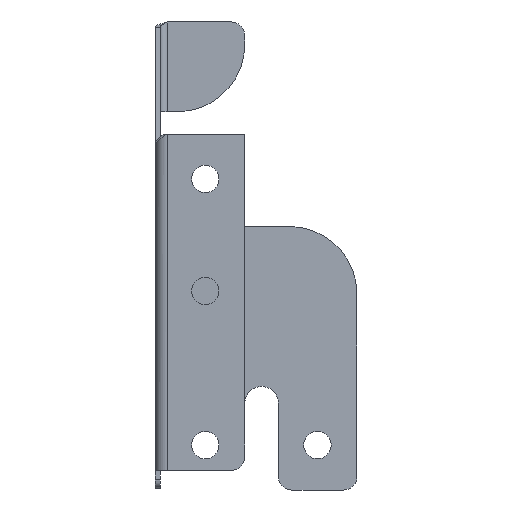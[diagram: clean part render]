
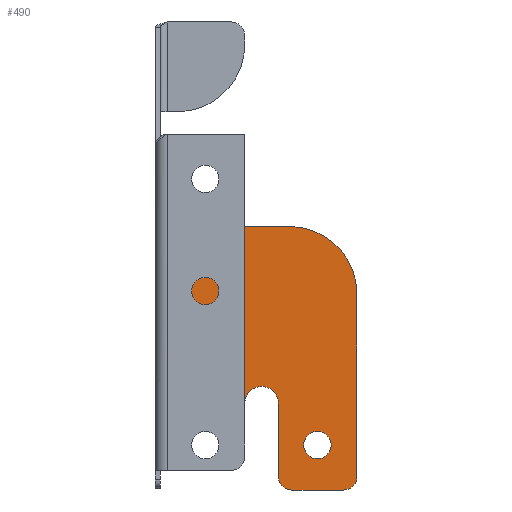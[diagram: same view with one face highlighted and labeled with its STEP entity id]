
A CAD part, front view. The second image highlights one B-rep face of the part: STEP entity #490.
In plain terms, the highlighted planar face has unit normal (0, -1, 0).
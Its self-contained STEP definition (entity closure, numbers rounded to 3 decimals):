
#24 = ORIENTED_EDGE ( 'NONE', *, *, #2321, .F. ) ;
#30 = VECTOR ( 'NONE', #2518, 1000. ) ;
#44 = CIRCLE ( 'NONE', #884, 3. ) ;
#70 = EDGE_CURVE ( 'NONE', #2812, #1910, #44, .T. ) ;
#81 = ORIENTED_EDGE ( 'NONE', *, *, #2630, .T. ) ;
#107 = ORIENTED_EDGE ( 'NONE', *, *, #1100, .T. ) ;
#109 = ORIENTED_EDGE ( 'NONE', *, *, #1474, .T. ) ;
#113 = VECTOR ( 'NONE', #2892, 1000. ) ;
#156 = EDGE_LOOP ( 'NONE', ( #227, #2938 ) ) ;
#163 = DIRECTION ( 'NONE',  ( 0., 1., 0. ) ) ;
#203 = AXIS2_PLACEMENT_3D ( 'NONE', #205, #1463, #968 ) ;
#205 = CARTESIAN_POINT ( 'NONE',  ( 22.55, 156.8, -60. ) ) ;
#227 = ORIENTED_EDGE ( 'NONE', *, *, #2736, .F. ) ;
#235 = VECTOR ( 'NONE', #1610, 1000. ) ;
#260 = VERTEX_POINT ( 'NONE', #1027 ) ;
#324 = ORIENTED_EDGE ( 'NONE', *, *, #1420, .F. ) ;
#352 = VERTEX_POINT ( 'NONE', #2365 ) ;
#433 = AXIS2_PLACEMENT_3D ( 'NONE', #2161, #163, #2419 ) ;
#439 = CARTESIAN_POINT ( 'NONE',  ( 28.8, 156.8, -20.6 ) ) ;
#490 = ADVANCED_FACE ( 'NONE', ( #3003, #541, #1057 ), #2635, .F. ) ;
#526 = AXIS2_PLACEMENT_3D ( 'NONE', #3221, #1731, #1488 ) ;
#541 = FACE_BOUND ( 'NONE', #3142, .T. ) ;
#590 = CARTESIAN_POINT ( 'NONE',  ( 1.5, 156.8, -20.6 ) ) ;
#654 = CARTESIAN_POINT ( 'NONE',  ( 0., 156.8, 0. ) ) ;
#664 = VERTEX_POINT ( 'NONE', #2758 ) ;
#671 = AXIS2_PLACEMENT_3D ( 'NONE', #654, #1684, #2673 ) ;
#688 = ORIENTED_EDGE ( 'NONE', *, *, #2307, .T. ) ;
#795 = DIRECTION ( 'NONE',  ( 0., 0., 1. ) ) ;
#806 = LINE ( 'NONE', #1937, #1076 ) ;
#884 = AXIS2_PLACEMENT_3D ( 'NONE', #2913, #1428, #2667 ) ;
#893 = VERTEX_POINT ( 'NONE', #1819 ) ;
#903 = VERTEX_POINT ( 'NONE', #2040 ) ;
#955 = CARTESIAN_POINT ( 'NONE',  ( 35., 156.8, -69.35 ) ) ;
#964 = VECTOR ( 'NONE', #795, 1000. ) ;
#968 = DIRECTION ( 'NONE',  ( -1., 0., 0. ) ) ;
#991 = CARTESIAN_POINT ( 'NONE',  ( 43.8, 156.8, -35.6 ) ) ;
#1004 = AXIS2_PLACEMENT_3D ( 'NONE', #2934, #1415, #1447 ) ;
#1006 = DIRECTION ( 'NONE',  ( -1., 0., 0. ) ) ;
#1007 = CIRCLE ( 'NONE', #433, 3. ) ;
#1014 = EDGE_CURVE ( 'NONE', #2812, #2718, #1252, .T. ) ;
#1019 = VERTEX_POINT ( 'NONE', #1661 ) ;
#1027 = CARTESIAN_POINT ( 'NONE',  ( 35., 156.8, -72.4 ) ) ;
#1044 = ORIENTED_EDGE ( 'NONE', *, *, #70, .F. ) ;
#1057 = FACE_OUTER_BOUND ( 'NONE', #1248, .T. ) ;
#1076 = VECTOR ( 'NONE', #2949, 1000. ) ;
#1100 = EDGE_CURVE ( 'NONE', #352, #2372, #1333, .T. ) ;
#1111 = DIRECTION ( 'NONE',  ( 0., -1., 0. ) ) ;
#1143 = EDGE_CURVE ( 'NONE', #3043, #893, #1163, .T. ) ;
#1163 = LINE ( 'NONE', #3249, #2994 ) ;
#1179 = CARTESIAN_POINT ( 'NONE',  ( 26.3, 156.8, -75. ) ) ;
#1189 = DIRECTION ( 'NONE',  ( 0., -1., 0. ) ) ;
#1196 = ORIENTED_EDGE ( 'NONE', *, *, #2656, .F. ) ;
#1224 = ORIENTED_EDGE ( 'NONE', *, *, #3039, .F. ) ;
#1227 = CARTESIAN_POINT ( 'NONE',  ( 43.8, 156.8, -35.6 ) ) ;
#1248 = EDGE_LOOP ( 'NONE', ( #1944, #2015, #109, #1044, #2669, #1224, #107, #688, #2787, #81, #2379, #1196 ) ) ;
#1252 = LINE ( 'NONE', #2430, #113 ) ;
#1259 = CIRCLE ( 'NONE', #526, 3.05 ) ;
#1308 = CIRCLE ( 'NONE', #3064, 15. ) ;
#1333 = LINE ( 'NONE', #991, #30 ) ;
#1397 = DIRECTION ( 'NONE',  ( -1., 0., 0. ) ) ;
#1415 = DIRECTION ( 'NONE',  ( 0., -1., 0. ) ) ;
#1420 = EDGE_CURVE ( 'NONE', #260, #2450, #2492, .T. ) ;
#1428 = DIRECTION ( 'NONE',  ( 0., 1., 0. ) ) ;
#1447 = DIRECTION ( 'NONE',  ( -1., 0., 0. ) ) ;
#1463 = DIRECTION ( 'NONE',  ( 0., 1., 0. ) ) ;
#1474 = EDGE_CURVE ( 'NONE', #2514, #1910, #2614, .T. ) ;
#1488 = DIRECTION ( 'NONE',  ( -1., 0., 0. ) ) ;
#1573 = CARTESIAN_POINT ( 'NONE',  ( 29.3, 156.8, -79.35 ) ) ;
#1610 = DIRECTION ( 'NONE',  ( 0., 0., -1. ) ) ;
#1615 = CARTESIAN_POINT ( 'NONE',  ( 18.8, 156.8, -60. ) ) ;
#1616 = CARTESIAN_POINT ( 'NONE',  ( 35., 156.8, -69.35 ) ) ;
#1637 = LINE ( 'NONE', #1795, #964 ) ;
#1661 = CARTESIAN_POINT ( 'NONE',  ( 1.5, 156.8, -75. ) ) ;
#1684 = DIRECTION ( 'NONE',  ( 0., 1., 0. ) ) ;
#1725 = CARTESIAN_POINT ( 'NONE',  ( 26.3, 156.8, -60. ) ) ;
#1731 = DIRECTION ( 'NONE',  ( 0., -1., 0. ) ) ;
#1741 = CIRCLE ( 'NONE', #203, 3.75 ) ;
#1795 = CARTESIAN_POINT ( 'NONE',  ( 18.8, 156.8, -20.6 ) ) ;
#1819 = CARTESIAN_POINT ( 'NONE',  ( 1.5, 156.8, -20.6 ) ) ;
#1835 = EDGE_CURVE ( 'NONE', #1019, #903, #806, .T. ) ;
#1836 = AXIS2_PLACEMENT_3D ( 'NONE', #2870, #3097, #3113 ) ;
#1910 = VERTEX_POINT ( 'NONE', #2942 ) ;
#1934 = CIRCLE ( 'NONE', #2004, 3.05 ) ;
#1937 = CARTESIAN_POINT ( 'NONE',  ( 18.8, 156.8, -75. ) ) ;
#1944 = ORIENTED_EDGE ( 'NONE', *, *, #2866, .T. ) ;
#2004 = AXIS2_PLACEMENT_3D ( 'NONE', #955, #2680, #2426 ) ;
#2015 = ORIENTED_EDGE ( 'NONE', *, *, #2317, .T. ) ;
#2040 = CARTESIAN_POINT ( 'NONE',  ( 15.8, 156.8, -75. ) ) ;
#2108 = VERTEX_POINT ( 'NONE', #1615 ) ;
#2134 = CARTESIAN_POINT ( 'NONE',  ( 18.8, 156.8, -72. ) ) ;
#2150 = CARTESIAN_POINT ( 'NONE',  ( 10., 156.8, -72.4 ) ) ;
#2161 = CARTESIAN_POINT ( 'NONE',  ( 40.8, 156.8, -76.35 ) ) ;
#2307 = EDGE_CURVE ( 'NONE', #2372, #3043, #1308, .T. ) ;
#2317 = EDGE_CURVE ( 'NONE', #2108, #2514, #1741, .T. ) ;
#2321 = EDGE_CURVE ( 'NONE', #2450, #260, #1934, .T. ) ;
#2365 = CARTESIAN_POINT ( 'NONE',  ( 43.8, 156.8, -76.35 ) ) ;
#2372 = VERTEX_POINT ( 'NONE', #1227 ) ;
#2379 = ORIENTED_EDGE ( 'NONE', *, *, #1835, .T. ) ;
#2399 = CARTESIAN_POINT ( 'NONE',  ( 40.8, 156.8, -79.35 ) ) ;
#2419 = DIRECTION ( 'NONE',  ( -1., 0., 0. ) ) ;
#2426 = DIRECTION ( 'NONE',  ( -1., 0., 0. ) ) ;
#2430 = CARTESIAN_POINT ( 'NONE',  ( 26.3, 156.8, -79.35 ) ) ;
#2450 = VERTEX_POINT ( 'NONE', #2746 ) ;
#2492 = CIRCLE ( 'NONE', #2754, 3.05 ) ;
#2514 = VERTEX_POINT ( 'NONE', #1725 ) ;
#2518 = DIRECTION ( 'NONE',  ( 0., 0., 1. ) ) ;
#2533 = VECTOR ( 'NONE', #2672, 1000. ) ;
#2614 = LINE ( 'NONE', #1179, #2533 ) ;
#2630 = EDGE_CURVE ( 'NONE', #893, #1019, #3083, .T. ) ;
#2635 = PLANE ( 'NONE',  #671 ) ;
#2656 = EDGE_CURVE ( 'NONE', #2964, #903, #3166, .T. ) ;
#2667 = DIRECTION ( 'NONE',  ( -1., 0., 0. ) ) ;
#2669 = ORIENTED_EDGE ( 'NONE', *, *, #1014, .T. ) ;
#2672 = DIRECTION ( 'NONE',  ( 0., 0., -1. ) ) ;
#2673 = DIRECTION ( 'NONE',  ( -1., 0., 0. ) ) ;
#2680 = DIRECTION ( 'NONE',  ( 0., -1., 0. ) ) ;
#2718 = VERTEX_POINT ( 'NONE', #2399 ) ;
#2736 = EDGE_CURVE ( 'NONE', #3077, #664, #1259, .T. ) ;
#2746 = CARTESIAN_POINT ( 'NONE',  ( 35., 156.8, -66.3 ) ) ;
#2754 = AXIS2_PLACEMENT_3D ( 'NONE', #1616, #1111, #1397 ) ;
#2758 = CARTESIAN_POINT ( 'NONE',  ( 10., 156.8, -66.3 ) ) ;
#2787 = ORIENTED_EDGE ( 'NONE', *, *, #1143, .T. ) ;
#2812 = VERTEX_POINT ( 'NONE', #1573 ) ;
#2866 = EDGE_CURVE ( 'NONE', #2964, #2108, #1637, .T. ) ;
#2870 = CARTESIAN_POINT ( 'NONE',  ( 15.8, 156.8, -72. ) ) ;
#2892 = DIRECTION ( 'NONE',  ( 1., 0., 0. ) ) ;
#2913 = CARTESIAN_POINT ( 'NONE',  ( 29.3, 156.8, -76.35 ) ) ;
#2934 = CARTESIAN_POINT ( 'NONE',  ( 10., 156.8, -69.35 ) ) ;
#2938 = ORIENTED_EDGE ( 'NONE', *, *, #3155, .F. ) ;
#2942 = CARTESIAN_POINT ( 'NONE',  ( 26.3, 156.8, -76.35 ) ) ;
#2949 = DIRECTION ( 'NONE',  ( 1., 0., 0. ) ) ;
#2964 = VERTEX_POINT ( 'NONE', #2134 ) ;
#2994 = VECTOR ( 'NONE', #1006, 1000. ) ;
#3003 = FACE_BOUND ( 'NONE', #156, .T. ) ;
#3039 = EDGE_CURVE ( 'NONE', #352, #2718, #1007, .T. ) ;
#3043 = VERTEX_POINT ( 'NONE', #439 ) ;
#3064 = AXIS2_PLACEMENT_3D ( 'NONE', #3188, #1189, #3179 ) ;
#3077 = VERTEX_POINT ( 'NONE', #2150 ) ;
#3083 = LINE ( 'NONE', #590, #235 ) ;
#3097 = DIRECTION ( 'NONE',  ( 0., 1., 0. ) ) ;
#3113 = DIRECTION ( 'NONE',  ( -1., 0., 0. ) ) ;
#3142 = EDGE_LOOP ( 'NONE', ( #324, #24 ) ) ;
#3153 = CIRCLE ( 'NONE', #1004, 3.05 ) ;
#3155 = EDGE_CURVE ( 'NONE', #664, #3077, #3153, .T. ) ;
#3166 = CIRCLE ( 'NONE', #1836, 3. ) ;
#3179 = DIRECTION ( 'NONE',  ( 1., 0., 0. ) ) ;
#3188 = CARTESIAN_POINT ( 'NONE',  ( 28.8, 156.8, -35.6 ) ) ;
#3221 = CARTESIAN_POINT ( 'NONE',  ( 10., 156.8, -69.35 ) ) ;
#3249 = CARTESIAN_POINT ( 'NONE',  ( 0., 156.8, -20.6 ) ) ;
